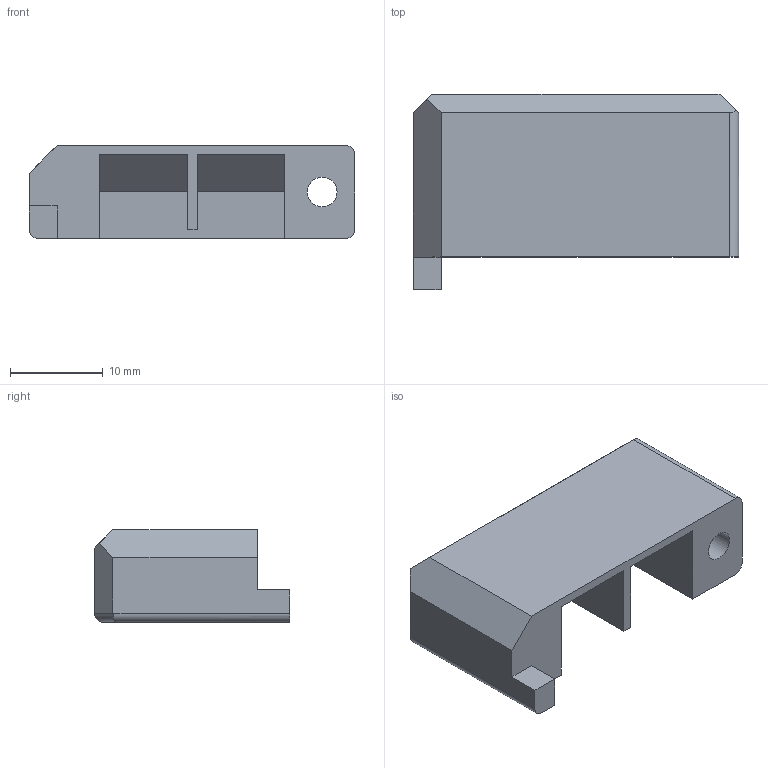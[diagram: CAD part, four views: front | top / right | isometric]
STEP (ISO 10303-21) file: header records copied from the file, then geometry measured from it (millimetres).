
FILE_DESCRIPTION(/* description */ (''),/* implementation_level */ '2;1');
FILE_NAME(/* name */ 'Fan_duct_notext.step',/* time_stamp */ '2017-09-21T15:52:07+01:00',/* author */ (''),/* organization */ (''),/* preprocessor_version */ 'ST-DEVELOPER v16.13',/* originating_system */ 'Autodesk Translation Framework v6.1.1.50',/* authorisation */ '');
FILE_SCHEMA (('AUTOMOTIVE_DESIGN { 1 0 10303 214 3 1 1 }'));
Length unit declared in the file: millimetre
Products named in the file (1): Hotend Fan Duct Blank v2
Bounding box: 35 x 21 x 10 mm (x, y, z)
Volume: 3340.6 mm3; surface area: 2786.9 mm2
Topology: 1 solids, 1 shells, 33 faces, 89 edges, 58 vertices
Faces by surface type: plane 25, cylinder 8
Full cylindrical faces by diameter (mm): 3.2 x1, 6 x1
Entity records: 1031 total; most frequent: CARTESIAN_POINT 175, ORIENTED_EDGE 170, DIRECTION 168, EDGE_CURVE 85, LINE 70, VECTOR 70, VERTEX_POINT 56, AXIS2_PLACEMENT_3D 49
